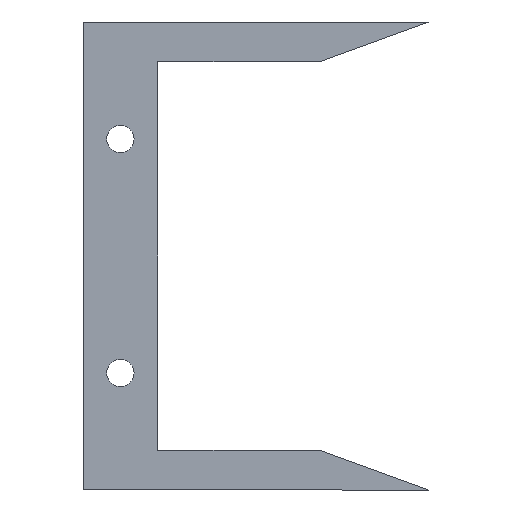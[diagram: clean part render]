
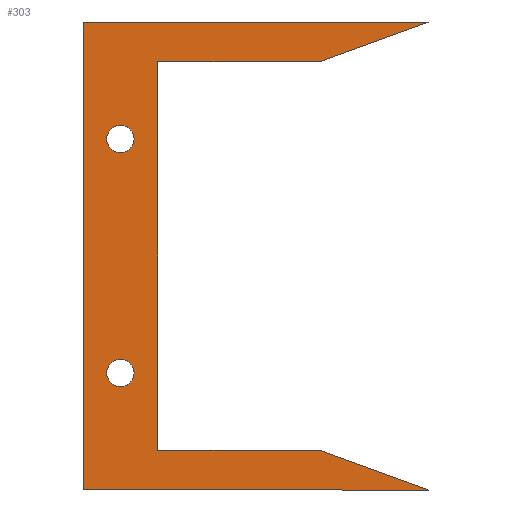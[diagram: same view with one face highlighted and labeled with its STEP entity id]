
A CAD part, front view. The second image highlights one B-rep face of the part: STEP entity #303.
In plain terms, the highlighted planar face has unit normal (0, -1, 0).
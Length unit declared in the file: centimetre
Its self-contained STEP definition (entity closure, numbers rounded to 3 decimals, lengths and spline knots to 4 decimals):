
#11 = CARTESIAN_POINT ( 'NONE',  ( 5.198, 0., 1.2 ) ) ;
#14 = VECTOR ( 'NONE', #55, 100. ) ;
#35 = AXIS2_PLACEMENT_3D ( 'NONE', #483, #207, #171 ) ;
#40 = CARTESIAN_POINT ( 'NONE',  ( -1., 0., -5.85 ) ) ;
#51 = LINE ( 'NONE', #249, #59 ) ;
#52 = LINE ( 'NONE', #334, #277 ) ;
#53 = CIRCLE ( 'NONE', #35, 0.275 ) ;
#55 = DIRECTION ( 'NONE',  ( 1., 0., 0. ) ) ;
#57 = EDGE_CURVE ( 'NONE', #341, #440, #60, .T. ) ;
#59 = VECTOR ( 'NONE', #372, 100. ) ;
#60 = LINE ( 'NONE', #293, #73 ) ;
#73 = VECTOR ( 'NONE', #136, 100. ) ;
#81 = CARTESIAN_POINT ( 'NONE',  ( 0., 0., 0. ) ) ;
#83 = CIRCLE ( 'NONE', #300, 0.275 ) ;
#85 = ORIENTED_EDGE ( 'NONE', *, *, #417, .F. ) ;
#86 = EDGE_CURVE ( 'NONE', #510, #146, #256, .T. ) ;
#108 = DIRECTION ( 'NONE',  ( 0., 0., 1. ) ) ;
#110 = EDGE_LOOP ( 'NONE', ( #422, #157 ) ) ;
#112 = DIRECTION ( 'NONE',  ( 0., 1., 0. ) ) ;
#122 = EDGE_LOOP ( 'NONE', ( #464, #184 ) ) ;
#123 = FACE_OUTER_BOUND ( 'NONE', #345, .T. ) ;
#136 = DIRECTION ( 'NONE',  ( -0.94, 0., -0.342 ) ) ;
#140 = CARTESIAN_POINT ( 'NONE',  ( -0.25, 0., 0.4 ) ) ;
#143 = CARTESIAN_POINT ( 'NONE',  ( -0.25, 0., -7.4 ) ) ;
#146 = VERTEX_POINT ( 'NONE', #354 ) ;
#156 = EDGE_CURVE ( 'NONE', #328, #477, #363, .T. ) ;
#157 = ORIENTED_EDGE ( 'NONE', *, *, #470, .T. ) ;
#161 = CARTESIAN_POINT ( 'NONE',  ( -1., 0., -0.875 ) ) ;
#162 = VERTEX_POINT ( 'NONE', #394 ) ;
#163 = DIRECTION ( 'NONE',  ( 0.94, 0., -0.342 ) ) ;
#169 = CARTESIAN_POINT ( 'NONE',  ( 5.198, 0., -8.2 ) ) ;
#170 = DIRECTION ( 'NONE',  ( 1., 0., 0. ) ) ;
#171 = DIRECTION ( 'NONE',  ( 0., 0., 1. ) ) ;
#173 = CARTESIAN_POINT ( 'NONE',  ( 3., 0., 0.4 ) ) ;
#175 = DIRECTION ( 'NONE',  ( 0., 0., 1. ) ) ;
#177 = CARTESIAN_POINT ( 'NONE',  ( -1., 0., -1.15 ) ) ;
#184 = ORIENTED_EDGE ( 'NONE', *, *, #208, .T. ) ;
#198 = LINE ( 'NONE', #11, #14 ) ;
#199 = ORIENTED_EDGE ( 'NONE', *, *, #491, .F. ) ;
#207 = DIRECTION ( 'NONE',  ( 0., 1., 0. ) ) ;
#208 = EDGE_CURVE ( 'NONE', #266, #283, #343, .T. ) ;
#214 = VECTOR ( 'NONE', #175, 100. ) ;
#223 = CARTESIAN_POINT ( 'NONE',  ( -1.75, 0., 1.2 ) ) ;
#238 = VERTEX_POINT ( 'NONE', #223 ) ;
#239 = PLANE ( 'NONE',  #465 ) ;
#240 = ORIENTED_EDGE ( 'NONE', *, *, #516, .F. ) ;
#249 = CARTESIAN_POINT ( 'NONE',  ( 1., 0., 0.4 ) ) ;
#250 = VECTOR ( 'NONE', #170, 100. ) ;
#252 = CARTESIAN_POINT ( 'NONE',  ( 5.198, 0., -8.2 ) ) ;
#256 = LINE ( 'NONE', #413, #250 ) ;
#260 = LINE ( 'NONE', #252, #331 ) ;
#261 = CARTESIAN_POINT ( 'NONE',  ( -1., 0., -1.425 ) ) ;
#266 = VERTEX_POINT ( 'NONE', #281 ) ;
#269 = ORIENTED_EDGE ( 'NONE', *, *, #433, .F. ) ;
#271 = DIRECTION ( 'NONE',  ( 0., 0., 1. ) ) ;
#273 = ORIENTED_EDGE ( 'NONE', *, *, #57, .F. ) ;
#277 = VECTOR ( 'NONE', #163, 100. ) ;
#281 = CARTESIAN_POINT ( 'NONE',  ( -1., 0., -6.125 ) ) ;
#282 = EDGE_CURVE ( 'NONE', #146, #369, #52, .T. ) ;
#283 = VERTEX_POINT ( 'NONE', #327 ) ;
#293 = CARTESIAN_POINT ( 'NONE',  ( 3., 0., 0.4 ) ) ;
#294 = VECTOR ( 'NONE', #378, 100. ) ;
#300 = AXIS2_PLACEMENT_3D ( 'NONE', #177, #338, #493 ) ;
#301 = LINE ( 'NONE', #458, #214 ) ;
#303 = ADVANCED_FACE ( 'NONE', ( #514, #439, #123 ), #239, .F. ) ;
#311 = DIRECTION ( 'NONE',  ( 0., 1., 0. ) ) ;
#327 = CARTESIAN_POINT ( 'NONE',  ( -1., 0., -5.575 ) ) ;
#328 = VERTEX_POINT ( 'NONE', #161 ) ;
#329 = CARTESIAN_POINT ( 'NONE',  ( 5.198, 0., 1.2 ) ) ;
#331 = VECTOR ( 'NONE', #418, 100. ) ;
#334 = CARTESIAN_POINT ( 'NONE',  ( 3., 0., -7.4 ) ) ;
#337 = EDGE_CURVE ( 'NONE', #440, #479, #51, .T. ) ;
#338 = DIRECTION ( 'NONE',  ( 0., 1., 0. ) ) ;
#341 = VERTEX_POINT ( 'NONE', #329 ) ;
#343 = CIRCLE ( 'NONE', #457, 0.275 ) ;
#345 = EDGE_LOOP ( 'NONE', ( #269, #482, #273, #85, #240, #199, #461, #438 ) ) ;
#354 = CARTESIAN_POINT ( 'NONE',  ( 3., 0., -7.4 ) ) ;
#363 = CIRCLE ( 'NONE', #475, 0.275 ) ;
#369 = VERTEX_POINT ( 'NONE', #169 ) ;
#372 = DIRECTION ( 'NONE',  ( -1., 0., 0. ) ) ;
#377 = LINE ( 'NONE', #489, #294 ) ;
#378 = DIRECTION ( 'NONE',  ( 0., 0., -1. ) ) ;
#379 = EDGE_CURVE ( 'NONE', #283, #266, #53, .T. ) ;
#394 = CARTESIAN_POINT ( 'NONE',  ( -1.75, 0., -8.2 ) ) ;
#413 = CARTESIAN_POINT ( 'NONE',  ( 1., 0., -7.4 ) ) ;
#417 = EDGE_CURVE ( 'NONE', #238, #341, #198, .T. ) ;
#418 = DIRECTION ( 'NONE',  ( -1., 0., 0. ) ) ;
#422 = ORIENTED_EDGE ( 'NONE', *, *, #156, .T. ) ;
#433 = EDGE_CURVE ( 'NONE', #479, #510, #377, .T. ) ;
#438 = ORIENTED_EDGE ( 'NONE', *, *, #86, .F. ) ;
#439 = FACE_BOUND ( 'NONE', #110, .T. ) ;
#440 = VERTEX_POINT ( 'NONE', #173 ) ;
#446 = DIRECTION ( 'NONE',  ( 0., 0., 1. ) ) ;
#457 = AXIS2_PLACEMENT_3D ( 'NONE', #40, #311, #271 ) ;
#458 = CARTESIAN_POINT ( 'NONE',  ( -1.75, 0., 1.2 ) ) ;
#461 = ORIENTED_EDGE ( 'NONE', *, *, #282, .F. ) ;
#464 = ORIENTED_EDGE ( 'NONE', *, *, #379, .T. ) ;
#465 = AXIS2_PLACEMENT_3D ( 'NONE', #81, #486, #446 ) ;
#469 = CARTESIAN_POINT ( 'NONE',  ( -1., 0., -1.15 ) ) ;
#470 = EDGE_CURVE ( 'NONE', #477, #328, #83, .T. ) ;
#475 = AXIS2_PLACEMENT_3D ( 'NONE', #469, #112, #108 ) ;
#477 = VERTEX_POINT ( 'NONE', #261 ) ;
#479 = VERTEX_POINT ( 'NONE', #140 ) ;
#482 = ORIENTED_EDGE ( 'NONE', *, *, #337, .F. ) ;
#483 = CARTESIAN_POINT ( 'NONE',  ( -1., 0., -5.85 ) ) ;
#486 = DIRECTION ( 'NONE',  ( 0., 1., 0. ) ) ;
#489 = CARTESIAN_POINT ( 'NONE',  ( -0.25, 0., -7.4 ) ) ;
#491 = EDGE_CURVE ( 'NONE', #369, #162, #260, .T. ) ;
#493 = DIRECTION ( 'NONE',  ( 0., 0., 1. ) ) ;
#510 = VERTEX_POINT ( 'NONE', #143 ) ;
#514 = FACE_BOUND ( 'NONE', #122, .T. ) ;
#516 = EDGE_CURVE ( 'NONE', #162, #238, #301, .T. ) ;
